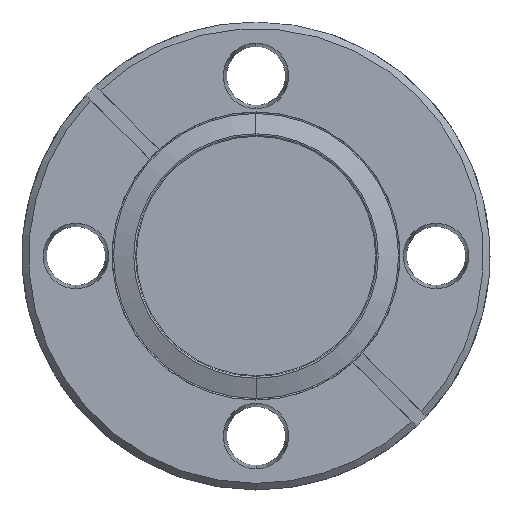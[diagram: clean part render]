
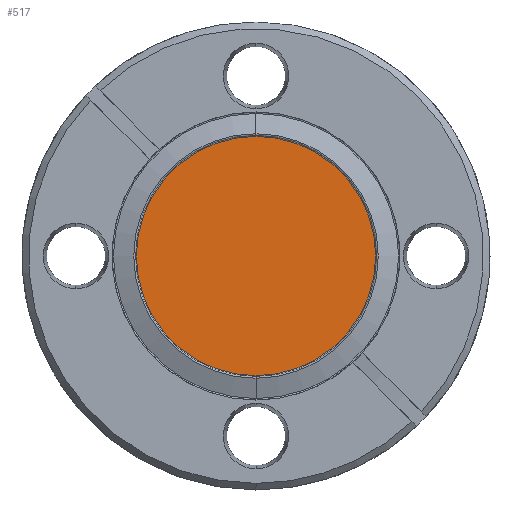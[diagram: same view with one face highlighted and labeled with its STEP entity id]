
A CAD part, left-side view. The second image highlights one B-rep face of the part: STEP entity #517.
In plain terms, the highlighted planar face has unit normal (-1, 0, 0).
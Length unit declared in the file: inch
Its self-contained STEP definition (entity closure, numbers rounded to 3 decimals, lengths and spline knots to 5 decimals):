
#233 = CARTESIAN_POINT ( 'NONE',  ( 0.051, 0., 0. ) ) ;
#237 = EDGE_CURVE ( 'NONE', #388, #561, #663, .T. ) ;
#342 = DIRECTION ( 'NONE',  ( 1., 0., 0. ) ) ;
#384 = CARTESIAN_POINT ( 'NONE',  ( 0.051, 0., 0. ) ) ;
#388 = VERTEX_POINT ( 'NONE', #1519 ) ;
#479 = AXIS2_PLACEMENT_3D ( 'NONE', #702, #342, #708 ) ;
#517 = ADVANCED_FACE ( 'NONE', ( #1209 ), #943, .F. ) ;
#561 = VERTEX_POINT ( 'NONE', #1473 ) ;
#579 = AXIS2_PLACEMENT_3D ( 'NONE', #384, #1004, #861 ) ;
#610 = ORIENTED_EDGE ( 'NONE', *, *, #1047, .T. ) ;
#658 = ORIENTED_EDGE ( 'NONE', *, *, #237, .T. ) ;
#663 = CIRCLE ( 'NONE', #579, 0.54 ) ;
#702 = CARTESIAN_POINT ( 'NONE',  ( 0.051, 0.545, 0. ) ) ;
#704 = EDGE_LOOP ( 'NONE', ( #610, #658 ) ) ;
#708 = DIRECTION ( 'NONE',  ( 0., 0., -1. ) ) ;
#861 = DIRECTION ( 'NONE',  ( 0., 0., -1. ) ) ;
#902 = AXIS2_PLACEMENT_3D ( 'NONE', #233, #1456, #1479 ) ;
#943 = PLANE ( 'NONE',  #479 ) ;
#1004 = DIRECTION ( 'NONE',  ( -1., 0., 0. ) ) ;
#1047 = EDGE_CURVE ( 'NONE', #561, #388, #1301, .T. ) ;
#1209 = FACE_OUTER_BOUND ( 'NONE', #704, .T. ) ;
#1301 = CIRCLE ( 'NONE', #902, 0.54 ) ;
#1456 = DIRECTION ( 'NONE',  ( -1., 0., 0. ) ) ;
#1473 = CARTESIAN_POINT ( 'NONE',  ( 0.051, 0., -0.54 ) ) ;
#1479 = DIRECTION ( 'NONE',  ( 0., 0., -1. ) ) ;
#1519 = CARTESIAN_POINT ( 'NONE',  ( 0.051, 0., 0.54 ) ) ;
